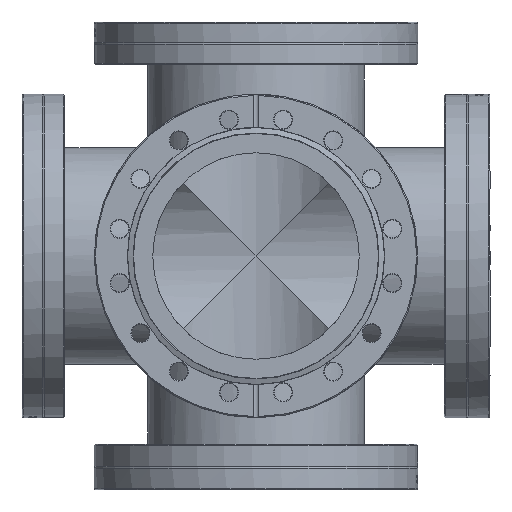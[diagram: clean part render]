
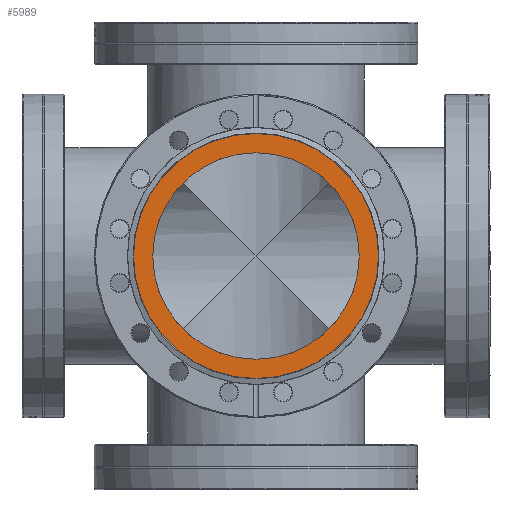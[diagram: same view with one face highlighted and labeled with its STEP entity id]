
A CAD part, left-side view. The second image highlights one B-rep face of the part: STEP entity #5989.
In plain terms, the highlighted planar face has unit normal (-1, 0, 0).
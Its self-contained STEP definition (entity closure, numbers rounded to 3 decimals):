
#595=FACE_BOUND('',#1538,.T.);
#778=CIRCLE('',#6554,57.432);
#779=CIRCLE('',#6555,57.432);
#780=CIRCLE('',#6557,48.4);
#781=CIRCLE('',#6558,48.4);
#1158=FACE_OUTER_BOUND('',#1537,.T.);
#1537=EDGE_LOOP('',(#4855,#4856));
#1538=EDGE_LOOP('',(#4857,#4858));
#2722=VERTEX_POINT('',#22091);
#2723=VERTEX_POINT('',#22093);
#2724=VERTEX_POINT('',#22097);
#2725=VERTEX_POINT('',#22098);
#3481=EDGE_CURVE('',#2723,#2722,#778,.T.);
#3482=EDGE_CURVE('',#2722,#2723,#779,.T.);
#3483=EDGE_CURVE('',#2724,#2725,#780,.T.);
#3484=EDGE_CURVE('',#2725,#2724,#781,.T.);
#4855=ORIENTED_EDGE('',*,*,#3481,.T.);
#4856=ORIENTED_EDGE('',*,*,#3482,.T.);
#4857=ORIENTED_EDGE('',*,*,#3483,.F.);
#4858=ORIENTED_EDGE('',*,*,#3484,.F.);
#5779=PLANE('',#6556);
#5989=ADVANCED_FACE('',(#1158,#595),#5779,.T.);
#6554=AXIS2_PLACEMENT_3D('',#22094,#7544,#7545);
#6555=AXIS2_PLACEMENT_3D('',#22095,#7546,#7547);
#6556=AXIS2_PLACEMENT_3D('',#22096,#7548,#7549);
#6557=AXIS2_PLACEMENT_3D('',#22099,#7550,#7551);
#6558=AXIS2_PLACEMENT_3D('',#22100,#7552,#7553);
#7544=DIRECTION('center_axis',(-1.,0.,0.));
#7545=DIRECTION('ref_axis',(0.,0.,1.));
#7546=DIRECTION('center_axis',(-1.,0.,0.));
#7547=DIRECTION('ref_axis',(0.,0.,1.));
#7548=DIRECTION('center_axis',(-1.,0.,0.));
#7549=DIRECTION('ref_axis',(0.,0.,1.));
#7550=DIRECTION('center_axis',(-1.,0.,0.));
#7551=DIRECTION('ref_axis',(0.,0.,1.));
#7552=DIRECTION('center_axis',(-1.,0.,0.));
#7553=DIRECTION('ref_axis',(0.,0.,1.));
#22091=CARTESIAN_POINT('',(-13.,0.,-57.432));
#22093=CARTESIAN_POINT('',(-13.,0.,57.432));
#22094=CARTESIAN_POINT('Origin',(-13.,0.,0.));
#22095=CARTESIAN_POINT('Origin',(-13.,0.,0.));
#22096=CARTESIAN_POINT('Origin',(-13.,0.,48.4));
#22097=CARTESIAN_POINT('',(-13.,0.,48.4));
#22098=CARTESIAN_POINT('',(-13.,0.,-48.4));
#22099=CARTESIAN_POINT('Origin',(-13.,0.,0.));
#22100=CARTESIAN_POINT('Origin',(-13.,0.,0.));
